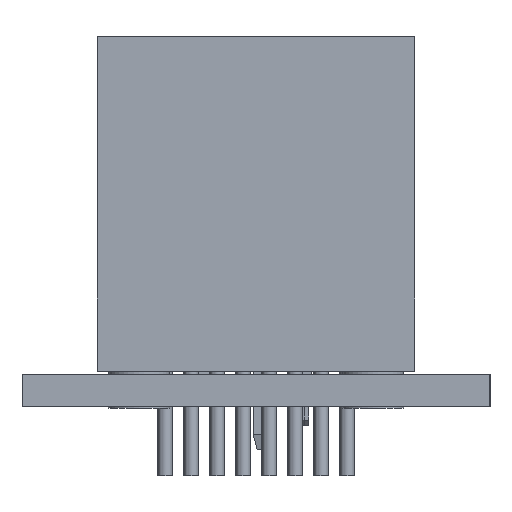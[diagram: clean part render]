
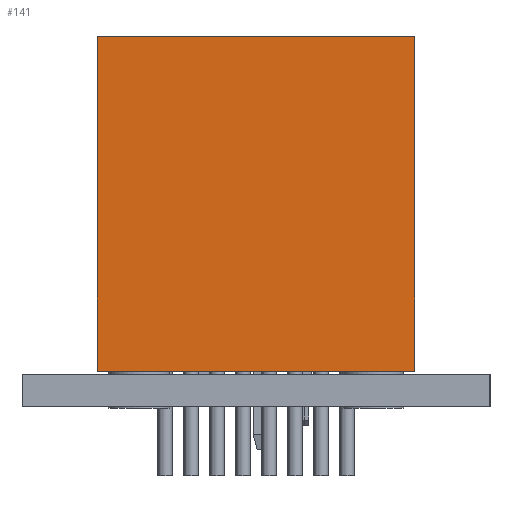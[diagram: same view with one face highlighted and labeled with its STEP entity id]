
A CAD part, left-side view. The second image highlights one B-rep face of the part: STEP entity #141.
In plain terms, the highlighted face is planar.
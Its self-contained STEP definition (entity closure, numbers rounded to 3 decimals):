
#116 = VERTEX_POINT('',#117);
#117 = CARTESIAN_POINT('',(12.195,-12.5,16.45));
#123 = EDGE_CURVE('',#124,#116,#126,.T.);
#124 = VERTEX_POINT('',#125);
#125 = CARTESIAN_POINT('',(12.195,-12.5,0.1));
#126 = LINE('',#127,#128);
#127 = CARTESIAN_POINT('',(12.195,-12.5,0.1));
#128 = VECTOR('',#129,1.);
#129 = DIRECTION('',(0.,0.,1.));
#141 = ADVANCED_FACE('',(#142),#167,.T.);
#142 = FACE_BOUND('',#143,.T.);
#143 = EDGE_LOOP('',(#144,#145,#153,#161));
#144 = ORIENTED_EDGE('',*,*,#123,.T.);
#145 = ORIENTED_EDGE('',*,*,#146,.T.);
#146 = EDGE_CURVE('',#116,#147,#149,.T.);
#147 = VERTEX_POINT('',#148);
#148 = CARTESIAN_POINT('',(-3.305,-12.5,16.45));
#149 = LINE('',#150,#151);
#150 = CARTESIAN_POINT('',(12.195,-12.5,16.45));
#151 = VECTOR('',#152,1.);
#152 = DIRECTION('',(-1.,0.,0.));
#153 = ORIENTED_EDGE('',*,*,#154,.F.);
#154 = EDGE_CURVE('',#155,#147,#157,.T.);
#155 = VERTEX_POINT('',#156);
#156 = CARTESIAN_POINT('',(-3.305,-12.5,0.1));
#157 = LINE('',#158,#159);
#158 = CARTESIAN_POINT('',(-3.305,-12.5,0.1));
#159 = VECTOR('',#160,1.);
#160 = DIRECTION('',(0.,0.,1.));
#161 = ORIENTED_EDGE('',*,*,#162,.F.);
#162 = EDGE_CURVE('',#124,#155,#163,.T.);
#163 = LINE('',#164,#165);
#164 = CARTESIAN_POINT('',(12.195,-12.5,0.1));
#165 = VECTOR('',#166,1.);
#166 = DIRECTION('',(-1.,0.,0.));
#167 = PLANE('',#168);
#168 = AXIS2_PLACEMENT_3D('',#169,#170,#171);
#169 = CARTESIAN_POINT('',(12.195,-12.5,0.1));
#170 = DIRECTION('',(0.,-1.,0.));
#171 = DIRECTION('',(-1.,0.,0.));
